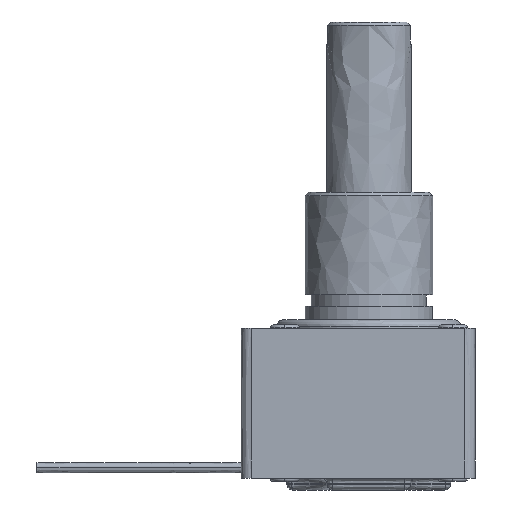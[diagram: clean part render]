
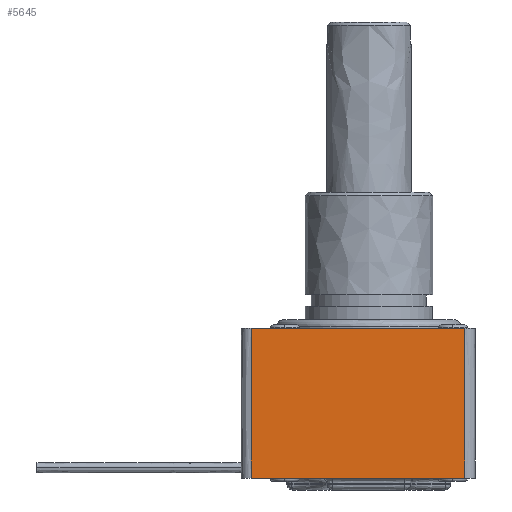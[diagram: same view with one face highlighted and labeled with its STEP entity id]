
A CAD part, left-side view. The second image highlights one B-rep face of the part: STEP entity #5645.
In plain terms, the highlighted free-form (B-spline) face has degree [1, 1] with [2, 2] control points.
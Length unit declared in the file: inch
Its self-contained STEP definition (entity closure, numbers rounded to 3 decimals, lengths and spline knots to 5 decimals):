
#133=DIRECTION('',(0.,1.,0.));
#134=VECTOR('',#133,0.627);
#135=CARTESIAN_POINT('',(-0.3125,-0.282,0.));
#136=LINE('',#135,#134);
#1485=DIRECTION('',(0.,1.,0.));
#1486=VECTOR('',#1485,0.627);
#1487=CARTESIAN_POINT('',(-0.3125,-0.282,-0.44));
#1488=LINE('',#1487,#1486);
#1492=DIRECTION('',(0.,0.,-1.));
#1493=VECTOR('',#1492,0.44);
#1494=CARTESIAN_POINT('',(-0.3125,-0.282,0.));
#1495=LINE('',#1494,#1493);
#1499=DIRECTION('',(0.,0.,-1.));
#1500=VECTOR('',#1499,0.44);
#1501=CARTESIAN_POINT('',(-0.3125,0.345,0.));
#1502=LINE('',#1501,#1500);
#2804=CARTESIAN_POINT('',(-0.3125,-0.282,0.));
#2805=VERTEX_POINT('',#2804);
#2806=CARTESIAN_POINT('',(-0.3125,0.345,0.));
#2807=VERTEX_POINT('',#2806);
#2818=CARTESIAN_POINT('',(-0.3125,-0.282,-0.44));
#2819=VERTEX_POINT('',#2818);
#2820=CARTESIAN_POINT('',(-0.3125,0.345,-0.44));
#2821=VERTEX_POINT('',#2820);
#5633=CARTESIAN_POINT('',(-0.3125,-0.29454,0.0088));
#5634=CARTESIAN_POINT('',(-0.3125,-0.29454,-0.4488));
#5635=CARTESIAN_POINT('',(-0.3125,0.35754,0.0088));
#5636=CARTESIAN_POINT('',(-0.3125,0.35754,-0.4488));
#5637=B_SPLINE_SURFACE_WITH_KNOTS('',1,1,((#5633,#5634),(#5635,#5636)),
.UNSPECIFIED.,.F.,.F.,.F.,(2,2),(2,2),(-0.01254,0.63954),(-0.0088,0.4488),
.UNSPECIFIED.);
#5638=ORIENTED_EDGE('',*,*,#5531,.T.);
#5640=ORIENTED_EDGE('',*,*,#5639,.F.);
#5641=ORIENTED_EDGE('',*,*,#3255,.F.);
#5642=ORIENTED_EDGE('',*,*,#5626,.T.);
#5643=EDGE_LOOP('',(#5638,#5640,#5641,#5642));
#5644=FACE_OUTER_BOUND('',#5643,.F.);
#5645=ADVANCED_FACE('',(#5644),#5637,.T.);
#3255=EDGE_CURVE('',#2805,#2807,#136,.T.);
#5531=EDGE_CURVE('',#2819,#2821,#1488,.T.);
#5626=EDGE_CURVE('',#2805,#2819,#1495,.T.);
#5639=EDGE_CURVE('',#2807,#2821,#1502,.T.);
